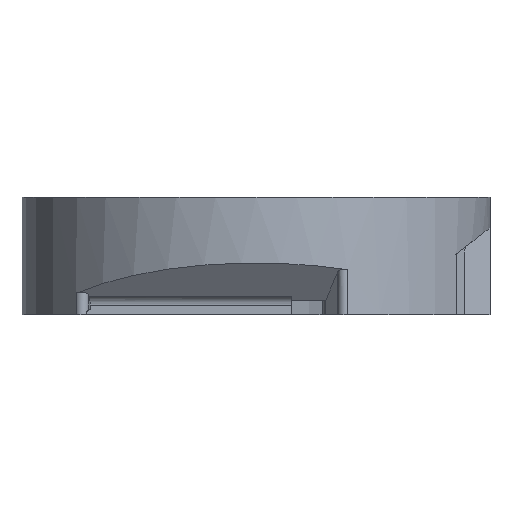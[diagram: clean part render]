
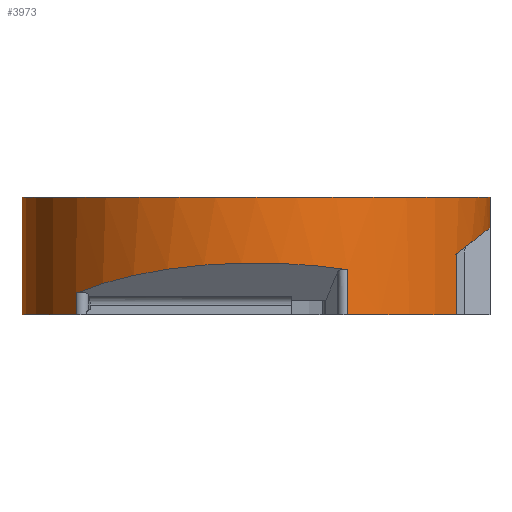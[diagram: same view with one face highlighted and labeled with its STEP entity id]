
A CAD part, front view. The second image highlights one B-rep face of the part: STEP entity #3973.
In plain terms, the highlighted cylindrical face has radius 51 mm (diameter 102 mm), a partial arc.
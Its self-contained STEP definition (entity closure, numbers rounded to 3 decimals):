
#29=ELLIPSE('',#4332,64.61,51.);
#30=ELLIPSE('',#4346,54.204,51.);
#407=FACE_OUTER_BOUND('',#683,.T.);
#683=EDGE_LOOP('',(#3585,#3586,#3587,#3588,#3589,#3590,#3591,#3592,#3593,
#3594));
#822=LINE('',#5898,#1190);
#970=LINE('',#9036,#1338);
#1043=LINE('',#9230,#1411);
#1044=LINE('',#9235,#1412);
#1045=LINE('',#9238,#1413);
#1190=VECTOR('',#4755,10.);
#1338=VECTOR('',#5185,10.);
#1411=VECTOR('',#5392,10.);
#1412=VECTOR('',#5397,10.);
#1413=VECTOR('',#5400,10.);
#1455=CIRCLE('',#4033,51.);
#1520=CIRCLE('',#4141,51.);
#1607=CIRCLE('',#4347,51.);
#1661=VERTEX_POINT('',#5591);
#1662=VERTEX_POINT('',#5593);
#1769=VERTEX_POINT('',#5895);
#1770=VERTEX_POINT('',#5897);
#1773=VERTEX_POINT('',#5907);
#1919=VERTEX_POINT('',#9035);
#1965=VERTEX_POINT('',#9188);
#1974=VERTEX_POINT('',#9232);
#1975=VERTEX_POINT('',#9234);
#1976=VERTEX_POINT('',#9236);
#2048=EDGE_CURVE('',#1661,#1662,#1455,.T.);
#2195=EDGE_CURVE('',#1769,#1770,#822,.T.);
#2200=EDGE_CURVE('',#1770,#1773,#1520,.T.);
#2431=EDGE_CURVE('',#1919,#1662,#970,.T.);
#2506=EDGE_CURVE('',#1965,#1919,#29,.T.);
#2527=EDGE_CURVE('',#1773,#1661,#1043,.T.);
#2528=EDGE_CURVE('',#1769,#1974,#30,.T.);
#2529=EDGE_CURVE('',#1975,#1974,#1044,.T.);
#2530=EDGE_CURVE('',#1976,#1975,#1607,.T.);
#2531=EDGE_CURVE('',#1976,#1965,#1045,.T.);
#3585=ORIENTED_EDGE('',*,*,#2506,.T.);
#3586=ORIENTED_EDGE('',*,*,#2431,.T.);
#3587=ORIENTED_EDGE('',*,*,#2048,.F.);
#3588=ORIENTED_EDGE('',*,*,#2527,.F.);
#3589=ORIENTED_EDGE('',*,*,#2200,.F.);
#3590=ORIENTED_EDGE('',*,*,#2195,.F.);
#3591=ORIENTED_EDGE('',*,*,#2528,.T.);
#3592=ORIENTED_EDGE('',*,*,#2529,.F.);
#3593=ORIENTED_EDGE('',*,*,#2530,.F.);
#3594=ORIENTED_EDGE('',*,*,#2531,.T.);
#3788=CYLINDRICAL_SURFACE('',#4345,51.);
#3973=ADVANCED_FACE('',(#407),#3788,.T.);
#4033=AXIS2_PLACEMENT_3D('',#5594,#4467,#4468);
#4141=AXIS2_PLACEMENT_3D('',#5908,#4766,#4767);
#4332=AXIS2_PLACEMENT_3D('',#9189,#5346,#5347);
#4345=AXIS2_PLACEMENT_3D('',#9231,#5393,#5394);
#4346=AXIS2_PLACEMENT_3D('',#9233,#5395,#5396);
#4347=AXIS2_PLACEMENT_3D('',#9237,#5398,#5399);
#4467=DIRECTION('center_axis',(0.,0.,
1.));
#4468=DIRECTION('ref_axis',(-1.,0.,0.));
#4755=DIRECTION('',(0.,0.,-1.));
#4766=DIRECTION('center_axis',(0.,0.,
-1.));
#4767=DIRECTION('ref_axis',(1.,0.,0.));
#5185=DIRECTION('',(0.,0.,1.));
#5346=DIRECTION('center_axis',(-0.614,0.,0.789));
#5347=DIRECTION('ref_axis',(0.789,0.,0.614));
#5392=DIRECTION('',(0.,0.,1.));
#5393=DIRECTION('center_axis',(0.,0.,
1.));
#5394=DIRECTION('ref_axis',(1.,0.,0.));
#5395=DIRECTION('center_axis',(0.,0.339,0.941));
#5396=DIRECTION('ref_axis',(0.,0.941,-0.339));
#5397=DIRECTION('',(0.,0.,1.));
#5398=DIRECTION('center_axis',(0.,0.,
-1.));
#5399=DIRECTION('ref_axis',(1.,0.,0.));
#5400=DIRECTION('',(0.,0.,1.));
#5591=CARTESIAN_POINT('',(-40.812,-4.013,51.874));
#5593=CARTESIAN_POINT('',(61.188,-4.013,51.874));
#5594=CARTESIAN_POINT('Origin',(10.188,-4.013,51.874));
#5895=CARTESIAN_POINT('',(-29.007,-36.644,30.897));
#5897=CARTESIAN_POINT('',(-29.007,-36.644,26.174));
#5898=CARTESIAN_POINT('',(-29.007,-36.644,20.874));
#5907=CARTESIAN_POINT('',(-40.812,-4.013,26.174));
#5908=CARTESIAN_POINT('Origin',(10.188,-4.013,26.174));
#9035=CARTESIAN_POINT('',(61.188,-4.013,45.174));
#9036=CARTESIAN_POINT('',(61.188,-4.013,46.874));
#9188=CARTESIAN_POINT('',(53.858,-30.356,39.473));
#9189=CARTESIAN_POINT('Origin',(10.188,-4.013,5.507));
#9230=CARTESIAN_POINT('',(-40.812,-4.013,20.874));
#9231=CARTESIAN_POINT('Origin',(10.188,-4.013,20.874));
#9232=CARTESIAN_POINT('',(30.101,-50.965,36.053));
#9233=CARTESIAN_POINT('Origin',(10.188,-4.013,19.15));
#9234=CARTESIAN_POINT('',(30.101,-50.965,26.174));
#9235=CARTESIAN_POINT('',(30.101,-50.965,20.874));
#9236=CARTESIAN_POINT('',(53.858,-30.356,26.174));
#9237=CARTESIAN_POINT('Origin',(10.188,-4.013,26.174));
#9238=CARTESIAN_POINT('',(53.858,-30.356,20.874));
